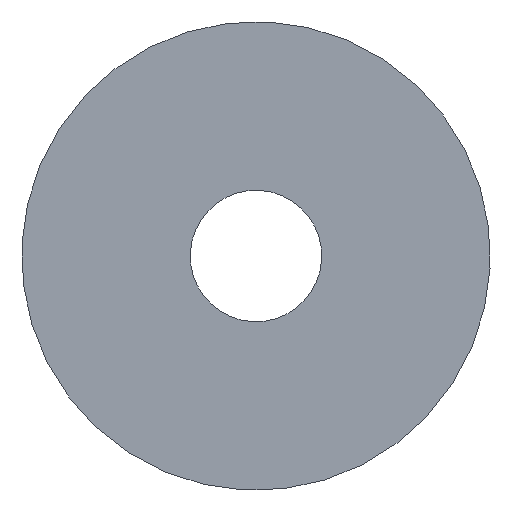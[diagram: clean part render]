
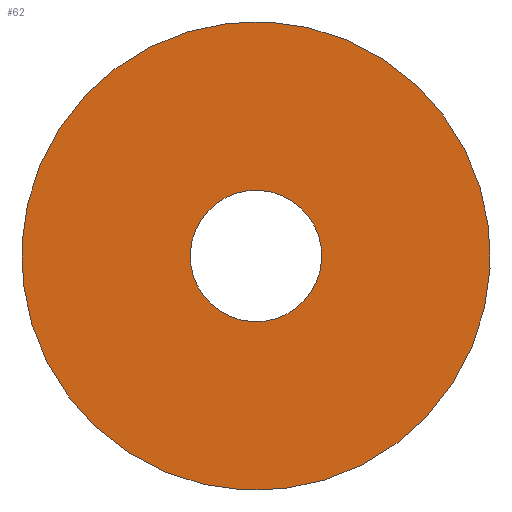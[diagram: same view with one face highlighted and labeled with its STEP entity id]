
A CAD part, left-side view. The second image highlights one B-rep face of the part: STEP entity #62.
In plain terms, the highlighted planar face has unit normal (-1, 0, 0).
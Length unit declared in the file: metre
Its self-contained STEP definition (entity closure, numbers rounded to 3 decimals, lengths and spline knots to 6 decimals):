
#20=PLANE('',#83);
#26=ORIENTED_EDGE('',*,*,#30,.F.);
#27=ORIENTED_EDGE('',*,*,#32,.T.);
#30=EDGE_CURVE('',#34,#34,#38,.T.);
#32=EDGE_CURVE('',#36,#36,#40,.T.);
#34=VERTEX_POINT('',#106);
#36=VERTEX_POINT('',#111);
#38=CIRCLE('',#78,0.003175);
#40=CIRCLE('',#81,0.011311);
#46=EDGE_LOOP('',(#26));
#47=EDGE_LOOP('',(#27));
#54=FACE_BOUND('',#46,.T.);
#55=FACE_BOUND('',#47,.T.);
#62=ADVANCED_FACE('',(#54,#55),#20,.T.);
#78=AXIS2_PLACEMENT_3D('',#105,#89,#90);
#81=AXIS2_PLACEMENT_3D('',#110,#95,#96);
#83=AXIS2_PLACEMENT_3D('',#114,#99,#100);
#89=DIRECTION('',(-1.,0.,0.));
#90=DIRECTION('',(0.,0.454,0.891));
#95=DIRECTION('',(-1.,0.,0.));
#96=DIRECTION('',(0.,0.454,0.891));
#99=DIRECTION('',(-1.,0.,0.));
#100=DIRECTION('',(0.,0.891,-0.454));
#105=CARTESIAN_POINT('',(0.015442,0.680416,0.010902));
#106=CARTESIAN_POINT('',(0.015442,0.681857,0.013731));
#110=CARTESIAN_POINT('',(0.015442,0.680416,0.010902));
#111=CARTESIAN_POINT('',(0.015442,0.685551,0.02098));
#114=CARTESIAN_POINT('',(0.015442,0.634584,0.048567));
